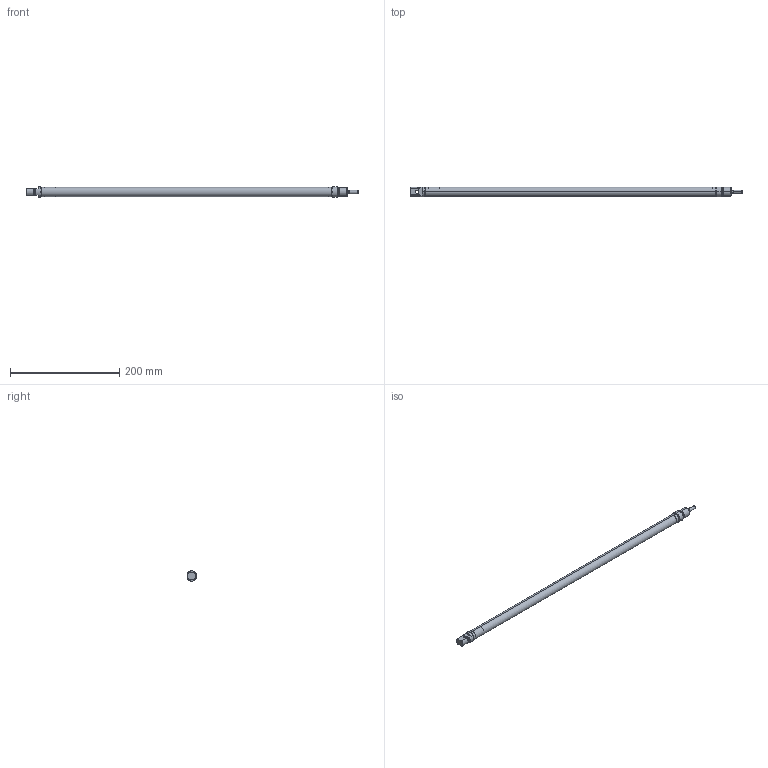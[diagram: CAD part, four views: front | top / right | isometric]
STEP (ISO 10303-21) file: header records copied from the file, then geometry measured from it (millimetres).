
FILE_DESCRIPTION (( 'STEP AP214' ), '1' );
FILE_NAME ('PM 16-500 CYLINDER.STEP', '2010-08-05T06:56:16', ( '' ), ( '' ), 'SwSTEP 2.0', 'SolidWorks 2010', '' );
FILE_SCHEMA (( 'AUTOMOTIVE_DESIGN' ));
Length unit declared in the file: millimetre
Products named in the file (5): PM  16-500  CYLINDER; 16   烰  KAPAK; 12-16 Mil ; 16   ARKA KAPAK; 16  Boru
Assembly tree (4 placements, depth 2):
  PM  16-500  CYLINDER
    16   烰  KAPAK
    12-16 Mil 
    16  Boru
    16   ARKA KAPAK
Bounding box: 609 x 18.14 x 19 mm (x, y, z)
Volume: 50116.4 mm3; surface area: 73240.4 mm2
Topology: 4 solids, 4 shells, 113 faces, 264 edges, 167 vertices
Faces by surface type: cylinder 46, plane 36, cone 31
Entity records: 3663 total; most frequent: CARTESIAN_POINT 693, DIRECTION 609, ORIENTED_EDGE 528, EDGE_CURVE 264, AXIS2_PLACEMENT_3D 251, VERTEX_POINT 167, CIRCLE 131, EDGE_LOOP 129
